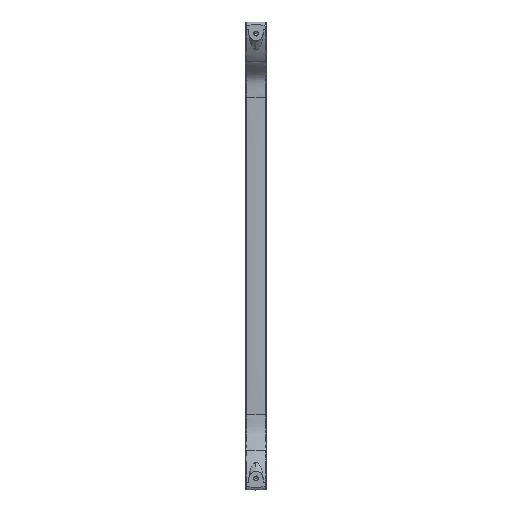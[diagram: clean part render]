
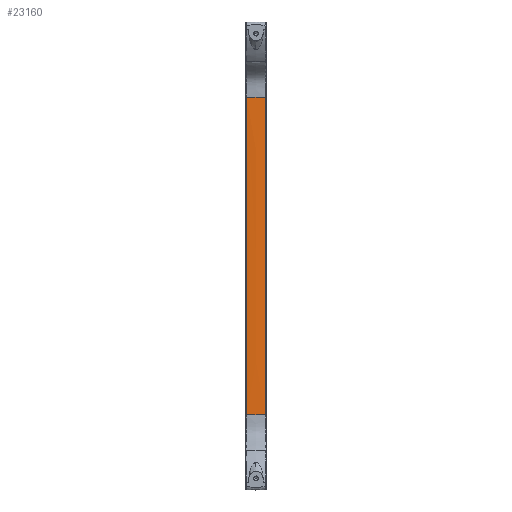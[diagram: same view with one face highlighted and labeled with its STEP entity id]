
A CAD part, front view. The second image highlights one B-rep face of the part: STEP entity #23160.
In plain terms, the highlighted face is a extrusion surface.
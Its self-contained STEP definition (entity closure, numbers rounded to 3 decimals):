
#22040=CARTESIAN_POINT('',(14.442,24.533,
183.964));
#22050=CARTESIAN_POINT('',(14.044,24.504,
183.964));
#22060=CARTESIAN_POINT('',(13.119,24.441,
183.964));
#22070=CARTESIAN_POINT('',(10.804,24.319,
183.964));
#22080=CARTESIAN_POINT('',(7.494,24.246,
183.964));
#22090=CARTESIAN_POINT('',(4.186,24.319,
183.964));
#22100=CARTESIAN_POINT('',(1.874,24.441,
183.964));
#22110=CARTESIAN_POINT('',(0.95,24.504,
183.964));
#22120=CARTESIAN_POINT('',(0.553,24.533,
183.964));
#22130=B_SPLINE_CURVE_WITH_KNOTS('',3,(#22040,#22050,#22060,#22070,
#22080,#22090,#22100,#22110,#22120),.UNSPECIFIED.,.F.,.F.,(4,1,1,1,1,1,4
),(0.,0.086,0.2,0.5,
0.8,0.914,1.),.UNSPECIFIED.);
#22140=DIRECTION('',(0.,0.,-1.));
#22150=VECTOR('',#22140,1.);
#22160=SURFACE_OF_LINEAR_EXTRUSION('',#22130,#22150);
#22170=CARTESIAN_POINT('',(14.244,24.518,
178.248));
#22180=CARTESIAN_POINT('',(14.016,24.502,
178.248));
#22190=CARTESIAN_POINT('',(13.559,24.471,
178.248));
#22200=CARTESIAN_POINT('',(12.874,24.429,
178.248));
#22210=CARTESIAN_POINT('',(12.156,24.391,
178.248));
#22220=CARTESIAN_POINT('',(11.49,24.36,
178.248));
#22230=CARTESIAN_POINT('',(10.481,24.322,
178.248));
#22240=CARTESIAN_POINT('',(9.503,24.296,
178.248));
#22250=CARTESIAN_POINT('',(8.498,24.28,
178.248));
#22260=CARTESIAN_POINT('',(7.5,24.275,
178.248));
#22270=CARTESIAN_POINT('',(6.502,24.28,
178.248));
#22280=CARTESIAN_POINT('',(5.497,24.296,
178.248));
#22290=CARTESIAN_POINT('',(4.519,24.322,
178.248));
#22300=CARTESIAN_POINT('',(3.51,24.36,
178.248));
#22310=CARTESIAN_POINT('',(2.844,24.391,
178.248));
#22320=CARTESIAN_POINT('',(2.126,24.429,
178.248));
#22330=CARTESIAN_POINT('',(1.441,24.471,
178.248));
#22340=CARTESIAN_POINT('',(0.984,24.502,
178.248));
#22350=CARTESIAN_POINT('',(0.756,24.518,
178.248));
#22360=B_SPLINE_CURVE_WITH_KNOTS('',3,(#22170,#22180,#22190,#22200,
#22210,#22220,#22230,#22240,#22250,#22260,#22270,#22280,#22290,#22300,
#22310,#22320,#22330,#22340,#22350),.UNSPECIFIED.,.F.,.F.,(4,1,1,1,1,1,1
,1,1,1,1,1,1,1,1,1,4),(0.,0.057,0.113,
0.171,0.227,0.295,0.363,
0.432,0.5,0.568,0.637,
0.705,0.773,0.829,0.887,
0.943,1.),.UNSPECIFIED.);
#22370=CARTESIAN_POINT('',(14.244,24.518,
178.248));
#22380=VERTEX_POINT('',#22370);
#22390=CARTESIAN_POINT('',(0.756,24.518,
178.248));
#22400=VERTEX_POINT('',#22390);
#22410=EDGE_CURVE('',#22380,#22400,#22360,.T.);
#22420=ORIENTED_EDGE('',*,*,#22410,.T.);
#22430=CARTESIAN_POINT('',(14.244,24.518,
178.248));
#22440=CARTESIAN_POINT('',(14.244,24.518,
178.173));
#22450=CARTESIAN_POINT('',(14.243,24.518,
178.025));
#22460=CARTESIAN_POINT('',(14.244,24.518,
177.727));
#22470=CARTESIAN_POINT('',(14.244,24.518,
177.206));
#22480=CARTESIAN_POINT('',(14.244,24.518,
176.165));
#22490=CARTESIAN_POINT('',(14.244,24.518,
174.082));
#22500=CARTESIAN_POINT('',(14.244,24.518,
169.917));
#22510=CARTESIAN_POINT('',(14.244,24.518,
161.587));
#22520=CARTESIAN_POINT('',(14.244,24.518,
144.925));
#22530=CARTESIAN_POINT('',(14.244,24.518,
111.603));
#22540=CARTESIAN_POINT('',(14.244,24.518,
64.));
#22550=CARTESIAN_POINT('',(14.244,24.518,
16.397));
#22560=CARTESIAN_POINT('',(14.244,24.518,
-16.926));
#22570=CARTESIAN_POINT('',(14.244,24.518,
-33.587));
#22580=CARTESIAN_POINT('',(14.244,24.518,
-41.917));
#22590=CARTESIAN_POINT('',(14.244,24.518,
-46.082));
#22600=CARTESIAN_POINT('',(14.244,24.518,
-48.165));
#22610=CARTESIAN_POINT('',(14.244,24.518,
-49.206));
#22620=CARTESIAN_POINT('',(14.244,24.518,
-49.727));
#22630=CARTESIAN_POINT('',(14.243,24.518,
-50.025));
#22640=CARTESIAN_POINT('',(14.244,24.518,
-50.173));
#22650=CARTESIAN_POINT('',(14.244,24.518,
-50.248));
#22660=B_SPLINE_CURVE_WITH_KNOTS('',3,(#22430,#22440,#22450,#22460,
#22470,#22480,#22490,#22500,#22510,#22520,#22530,#22540,#22550,#22560,
#22570,#22580,#22590,#22600,#22610,#22620,#22630,#22640,#22650),
.UNSPECIFIED.,.F.,.F.,(4,1,1,1,1,1,1,1,1,1,1,1,1,1,1,1,1,1,1,1,4),(0.,
0.001,0.002,0.004,0.008,
0.016,0.031,0.062,0.125,
0.25,0.5,0.75,0.875,
0.938,0.969,0.984,0.992,
0.996,0.998,0.999,1.),.UNSPECIFIED.)
;
#22670=CARTESIAN_POINT('',(14.244,24.518,
-50.248));
#22680=VERTEX_POINT('',#22670);
#22690=EDGE_CURVE('',#22380,#22680,#22660,.T.);
#22700=ORIENTED_EDGE('',*,*,#22690,.F.);
#22710=CARTESIAN_POINT('',(14.244,24.518,
-50.248));
#22720=CARTESIAN_POINT('',(14.016,24.502,
-50.248));
#22730=CARTESIAN_POINT('',(13.559,24.471,
-50.248));
#22740=CARTESIAN_POINT('',(12.874,24.429,
-50.248));
#22750=CARTESIAN_POINT('',(12.156,24.391,
-50.248));
#22760=CARTESIAN_POINT('',(11.49,24.36,
-50.248));
#22770=CARTESIAN_POINT('',(10.481,24.322,
-50.248));
#22780=CARTESIAN_POINT('',(9.503,24.296,
-50.248));
#22790=CARTESIAN_POINT('',(8.498,24.28,
-50.248));
#22800=CARTESIAN_POINT('',(7.5,24.275,
-50.248));
#22810=CARTESIAN_POINT('',(6.502,24.28,
-50.248));
#22820=CARTESIAN_POINT('',(5.497,24.296,
-50.248));
#22830=CARTESIAN_POINT('',(4.519,24.322,
-50.248));
#22840=CARTESIAN_POINT('',(3.51,24.36,
-50.248));
#22850=CARTESIAN_POINT('',(2.844,24.391,
-50.248));
#22860=CARTESIAN_POINT('',(2.126,24.429,
-50.248));
#22870=CARTESIAN_POINT('',(1.441,24.471,
-50.248));
#22880=CARTESIAN_POINT('',(0.984,24.502,
-50.248));
#22890=CARTESIAN_POINT('',(0.756,24.518,
-50.248));
#22900=B_SPLINE_CURVE_WITH_KNOTS('',3,(#22710,#22720,#22730,#22740,
#22750,#22760,#22770,#22780,#22790,#22800,#22810,#22820,#22830,#22840,
#22850,#22860,#22870,#22880,#22890),.UNSPECIFIED.,.F.,.F.,(4,1,1,1,1,1,1
,1,1,1,1,1,1,1,1,1,4),(0.,0.057,0.113,
0.171,0.227,0.295,0.363,
0.432,0.5,0.568,0.637,
0.705,0.773,0.829,0.887,
0.943,1.),.UNSPECIFIED.);
#22910=CARTESIAN_POINT('',(0.756,24.518,
-50.248));
#22920=VERTEX_POINT('',#22910);
#22930=EDGE_CURVE('',#22680,#22920,#22900,.T.);
#22940=ORIENTED_EDGE('',*,*,#22930,.F.);
#22950=CARTESIAN_POINT('',(0.756,24.518,
178.248));
#22960=CARTESIAN_POINT('',(0.756,24.518,
178.173));
#22970=CARTESIAN_POINT('',(0.757,24.518,
178.025));
#22980=CARTESIAN_POINT('',(0.756,24.518,
177.727));
#22990=CARTESIAN_POINT('',(0.756,24.518,
177.206));
#23000=CARTESIAN_POINT('',(0.756,24.518,
176.165));
#23010=CARTESIAN_POINT('',(0.756,24.518,
174.082));
#23020=CARTESIAN_POINT('',(0.756,24.518,
169.917));
#23030=CARTESIAN_POINT('',(0.756,24.518,
161.587));
#23040=CARTESIAN_POINT('',(0.756,24.518,
144.925));
#23050=CARTESIAN_POINT('',(0.756,24.518,
111.603));
#23060=CARTESIAN_POINT('',(0.756,24.518,
64.));
#23070=CARTESIAN_POINT('',(0.757,24.518,
16.397));
#23080=CARTESIAN_POINT('',(0.756,24.518,
-21.686));
#23090=CARTESIAN_POINT('',(0.756,24.518,
-40.727));
#23100=CARTESIAN_POINT('',(0.756,24.518,
-50.248));
#23110=B_SPLINE_CURVE_WITH_KNOTS('',3,(#22950,#22960,#22970,#22980,
#22990,#23000,#23010,#23020,#23030,#23040,#23050,#23060,#23070,#23080,
#23090,#23100),.UNSPECIFIED.,.F.,.F.,(4,1,1,1,1,1,1,1,1,1,1,1,1,4),(0.,
0.001,0.002,0.004,0.008,
0.016,0.031,0.063,0.125,
0.25,0.5,0.75,0.875,
1.),.UNSPECIFIED.);
#23120=EDGE_CURVE('',#22400,#22920,#23110,.T.);
#23130=ORIENTED_EDGE('',*,*,#23120,.T.);
#23140=EDGE_LOOP('',(#23130,#22940,#22700,#22420));
#23150=FACE_OUTER_BOUND('',#23140,.T.);
#23160=ADVANCED_FACE('',(#23150),#22160,.T.);
